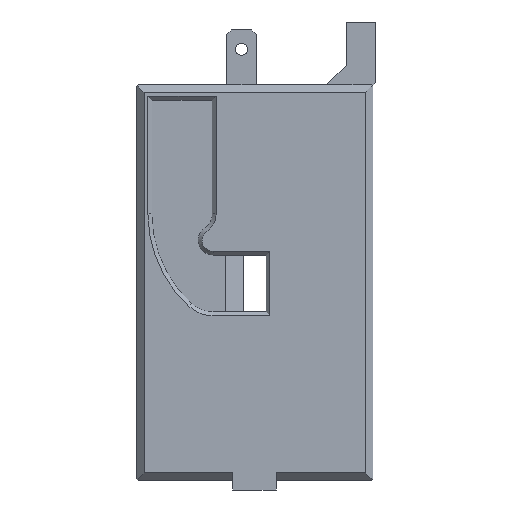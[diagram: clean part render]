
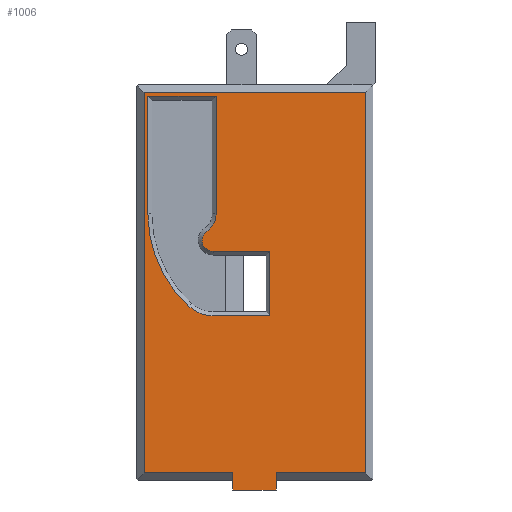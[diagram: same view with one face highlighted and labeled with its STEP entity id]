
A CAD part, front view. The second image highlights one B-rep face of the part: STEP entity #1006.
In plain terms, the highlighted planar face has unit normal (0, -1, 0).
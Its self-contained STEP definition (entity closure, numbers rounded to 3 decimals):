
#15=FACE_BOUND('',#113,.T.);
#24=CIRCLE('',#1073,9.488);
#26=CIRCLE('',#1076,33.);
#28=CIRCLE('',#1081,5.572);
#30=CIRCLE('',#1084,2.9);
#57=FACE_OUTER_BOUND('',#112,.T.);
#112=EDGE_LOOP('',(#718,#719,#720,#721,#722,#723,#724,#725));
#113=EDGE_LOOP('',(#726,#727,#728,#729,#730,#731,#732,#733,#734,#735));
#156=LINE('',#1413,#287);
#162=LINE('',#1426,#293);
#166=LINE('',#1433,#297);
#169=LINE('',#1447,#300);
#173=LINE('',#1454,#304);
#176=LINE('',#1468,#307);
#190=LINE('',#1501,#321);
#191=LINE('',#1503,#322);
#192=LINE('',#1505,#323);
#193=LINE('',#1507,#324);
#194=LINE('',#1509,#325);
#195=LINE('',#1511,#326);
#196=LINE('',#1513,#327);
#197=LINE('',#1514,#328);
#287=VECTOR('',#1142,10.);
#293=VECTOR('',#1150,10.);
#297=VECTOR('',#1156,10.);
#300=VECTOR('',#1173,10.);
#304=VECTOR('',#1179,10.);
#307=VECTOR('',#1196,10.);
#321=VECTOR('',#1226,10.);
#322=VECTOR('',#1227,10.);
#323=VECTOR('',#1228,10.);
#324=VECTOR('',#1229,10.);
#325=VECTOR('',#1230,10.);
#326=VECTOR('',#1231,10.);
#327=VECTOR('',#1232,10.);
#328=VECTOR('',#1233,10.);
#418=VERTEX_POINT('',#1411);
#419=VERTEX_POINT('',#1412);
#424=VERTEX_POINT('',#1423);
#425=VERTEX_POINT('',#1425);
#427=VERTEX_POINT('',#1431);
#429=VERTEX_POINT('',#1436);
#431=VERTEX_POINT('',#1442);
#433=VERTEX_POINT('',#1452);
#435=VERTEX_POINT('',#1457);
#437=VERTEX_POINT('',#1463);
#447=VERTEX_POINT('',#1499);
#448=VERTEX_POINT('',#1500);
#449=VERTEX_POINT('',#1502);
#450=VERTEX_POINT('',#1504);
#451=VERTEX_POINT('',#1506);
#452=VERTEX_POINT('',#1508);
#453=VERTEX_POINT('',#1510);
#454=VERTEX_POINT('',#1512);
#510=EDGE_CURVE('',#418,#419,#156,.T.);
#516=EDGE_CURVE('',#424,#425,#162,.T.);
#520=EDGE_CURVE('',#427,#424,#166,.T.);
#522=EDGE_CURVE('',#429,#427,#24,.T.);
#525=EDGE_CURVE('',#431,#429,#26,.T.);
#527=EDGE_CURVE('',#419,#431,#169,.T.);
#531=EDGE_CURVE('',#433,#418,#173,.T.);
#533=EDGE_CURVE('',#435,#433,#28,.T.);
#536=EDGE_CURVE('',#437,#435,#30,.T.);
#538=EDGE_CURVE('',#425,#437,#176,.T.);
#554=EDGE_CURVE('',#447,#448,#190,.T.);
#555=EDGE_CURVE('',#449,#447,#191,.T.);
#556=EDGE_CURVE('',#450,#449,#192,.T.);
#557=EDGE_CURVE('',#451,#450,#193,.T.);
#558=EDGE_CURVE('',#452,#451,#194,.T.);
#559=EDGE_CURVE('',#452,#453,#195,.T.);
#560=EDGE_CURVE('',#453,#454,#196,.T.);
#561=EDGE_CURVE('',#454,#448,#197,.T.);
#718=ORIENTED_EDGE('',*,*,#554,.F.);
#719=ORIENTED_EDGE('',*,*,#555,.F.);
#720=ORIENTED_EDGE('',*,*,#556,.F.);
#721=ORIENTED_EDGE('',*,*,#557,.F.);
#722=ORIENTED_EDGE('',*,*,#558,.F.);
#723=ORIENTED_EDGE('',*,*,#559,.T.);
#724=ORIENTED_EDGE('',*,*,#560,.T.);
#725=ORIENTED_EDGE('',*,*,#561,.T.);
#726=ORIENTED_EDGE('',*,*,#516,.F.);
#727=ORIENTED_EDGE('',*,*,#520,.F.);
#728=ORIENTED_EDGE('',*,*,#522,.F.);
#729=ORIENTED_EDGE('',*,*,#525,.F.);
#730=ORIENTED_EDGE('',*,*,#527,.F.);
#731=ORIENTED_EDGE('',*,*,#510,.F.);
#732=ORIENTED_EDGE('',*,*,#531,.F.);
#733=ORIENTED_EDGE('',*,*,#533,.F.);
#734=ORIENTED_EDGE('',*,*,#536,.F.);
#735=ORIENTED_EDGE('',*,*,#538,.F.);
#954=PLANE('',#1094);
#1006=ADVANCED_FACE('',(#57,#15),#954,.F.);
#1073=AXIS2_PLACEMENT_3D('',#1438,#1160,#1161);
#1076=AXIS2_PLACEMENT_3D('',#1444,#1167,#1168);
#1081=AXIS2_PLACEMENT_3D('',#1459,#1183,#1184);
#1084=AXIS2_PLACEMENT_3D('',#1465,#1190,#1191);
#1094=AXIS2_PLACEMENT_3D('',#1498,#1224,#1225);
#1142=DIRECTION('',(-1.,0.,0.));
#1150=DIRECTION('',(0.,0.,1.));
#1156=DIRECTION('',(1.,0.,0.));
#1160=DIRECTION('center_axis',(0.,-1.,0.));
#1161=DIRECTION('ref_axis',(-0.672,0.,-0.741));
#1167=DIRECTION('center_axis',(0.,-1.,0.));
#1168=DIRECTION('ref_axis',(-1.,0.,0.));
#1173=DIRECTION('',(0.,0.,-1.));
#1179=DIRECTION('',(0.,0.,1.));
#1183=DIRECTION('center_axis',(0.,-1.,0.));
#1184=DIRECTION('ref_axis',(0.563,0.,-0.826));
#1190=DIRECTION('center_axis',(0.,1.,0.));
#1191=DIRECTION('ref_axis',(-0.563,0.,0.826));
#1196=DIRECTION('',(-1.,0.,0.));
#1224=DIRECTION('center_axis',(0.,1.,0.));
#1225=DIRECTION('ref_axis',(0.,0.,1.));
#1226=DIRECTION('',(-1.,0.,0.));
#1227=DIRECTION('',(0.,0.,-1.));
#1228=DIRECTION('',(1.,0.,0.));
#1229=DIRECTION('',(0.,0.,1.));
#1230=DIRECTION('',(-1.,0.,0.));
#1231=DIRECTION('',(0.,0.,-1.));
#1232=DIRECTION('',(1.,0.,0.));
#1233=DIRECTION('',(0.,0.,1.));
#1411=CARTESIAN_POINT('',(-10.2,0.,65.7));
#1412=CARTESIAN_POINT('',(-28.2,0.,65.7));
#1413=CARTESIAN_POINT('',(-13.6,0.,65.7));
#1423=CARTESIAN_POINT('',(4.,0.,7.8));
#1425=CARTESIAN_POINT('',(4.,0.,24.8));
#1426=CARTESIAN_POINT('',(4.,0.,4.4));
#1431=CARTESIAN_POINT('',(-11.,0.,7.8));
#1433=CARTESIAN_POINT('',(-1.5,0.,7.8));
#1436=CARTESIAN_POINT('',(-17.376,0.,10.261));
#1438=CARTESIAN_POINT('Origin',(-11.,0.,17.288));
#1442=CARTESIAN_POINT('',(-28.2,0.,34.7));
#1444=CARTESIAN_POINT('Origin',(4.8,0.,34.7));
#1447=CARTESIAN_POINT('',(-28.2,0.,17.35));
#1452=CARTESIAN_POINT('',(-10.2,0.,34.7));
#1454=CARTESIAN_POINT('',(-10.2,0.,32.35));
#1457=CARTESIAN_POINT('',(-12.633,0.,30.096));
#1459=CARTESIAN_POINT('Origin',(-15.772,0.,34.7));
#1463=CARTESIAN_POINT('',(-11.,0.,24.8));
#1465=CARTESIAN_POINT('Origin',(-11.,0.,27.7));
#1468=CARTESIAN_POINT('',(1.5,0.,24.8));
#1498=CARTESIAN_POINT('Origin',(0.,0.,0.));
#1499=CARTESIAN_POINT('',(29.2,0.,-33.7));
#1500=CARTESIAN_POINT('',(5.65,0.,-33.7));
#1501=CARTESIAN_POINT('',(15.6,0.,-33.7));
#1502=CARTESIAN_POINT('',(29.2,0.,66.7));
#1503=CARTESIAN_POINT('',(29.2,0.,34.35));
#1504=CARTESIAN_POINT('',(-29.2,0.,66.7));
#1505=CARTESIAN_POINT('',(-15.6,0.,66.7));
#1506=CARTESIAN_POINT('',(-29.2,0.,-33.7));
#1507=CARTESIAN_POINT('',(-29.2,0.,-17.85));
#1508=CARTESIAN_POINT('',(-5.85,0.,-33.7));
#1509=CARTESIAN_POINT('',(15.6,0.,-33.7));
#1510=CARTESIAN_POINT('',(-5.85,0.,-38.2));
#1511=CARTESIAN_POINT('',(-5.85,0.,-29.2));
#1512=CARTESIAN_POINT('',(5.65,0.,-38.2));
#1513=CARTESIAN_POINT('',(-5.85,0.,-38.2));
#1514=CARTESIAN_POINT('',(5.65,0.,-38.2));
